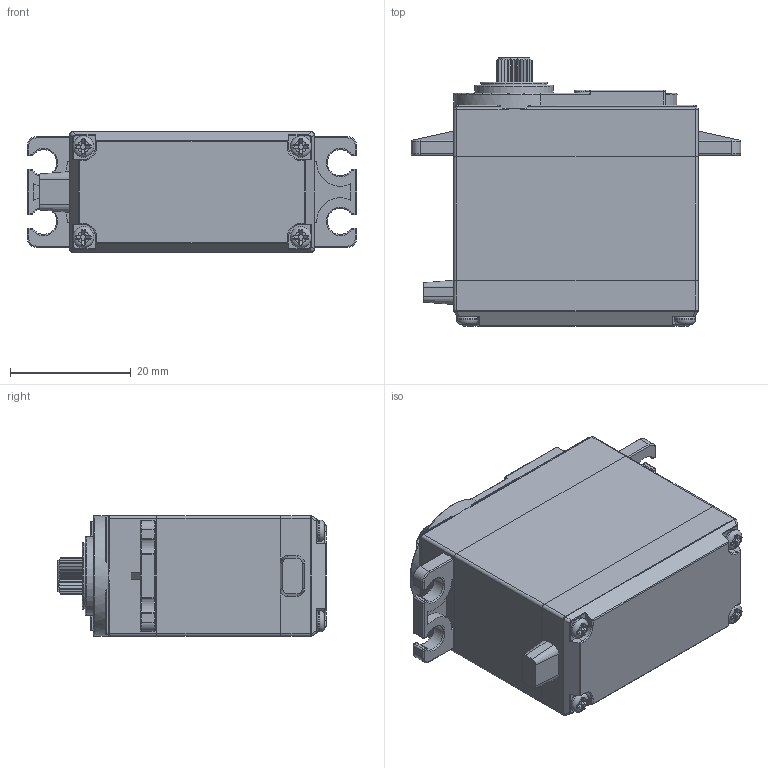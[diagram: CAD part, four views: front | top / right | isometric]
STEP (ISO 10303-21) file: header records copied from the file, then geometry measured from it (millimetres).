
FILE_DESCRIPTION(/* description */ ('STEP AP242 Edition 2','CAx-IF Rec.Pracs.---Representation and Presentation of Product Manufacturing Information (PMI)---4.0---2014-10-13','CAx-IF Rec.Pracs.---3D Tessellated Geometry---0.4---2014-09-14','2;1','CAx-IF Rec.Pracs.---User Defined Attributes---1.5---2016-08-15'),/* implementation_level */ '2;1');
FILE_NAME(/* name */ '6972853a06dc49ccdabbed36',/* time_stamp */ '2026-01-22T20:14:51Z',/* author */ (''),/* organization */ (''),/* preprocessor_version */ 'ST-DEVELOPER v20',/* originating_system */ 'ONSHAPE BY PTC INC, 1.209',/* authorisation */ ' ');
FILE_SCHEMA (('AP242_MANAGED_MODEL_BASED_3D_ENGINEERING_MIM_LF { 1 0 10303 442 3 1 4 }'));
Length unit declared in the file: metre
Products named in the file (1): mg996r motor
Bounding box: 54.5 x 44.35 x 20 mm (x, y, z)
Volume: 30864.5 mm3; surface area: 8250.3 mm2
Topology: 1 solids, 5 shells, 734 faces, 1790 edges, 1068 vertices
Faces by surface type: cylinder 267, plane 254, bspline 104, torus 73, cone 32, sphere 4
Full cylindrical faces by diameter (mm): 2.25 x4, 3.5 x4, 6.5 x1, 11 x1, 13 x1
Entity records: 27906 total; most frequent: CARTESIAN_POINT 8647, ORIENTED_EDGE 3500, DIRECTION 3479, EDGE_CURVE 1750, AXIS2_PLACEMENT_3D 1337, VERTEX_POINT 1059, LINE 805, VECTOR 805
